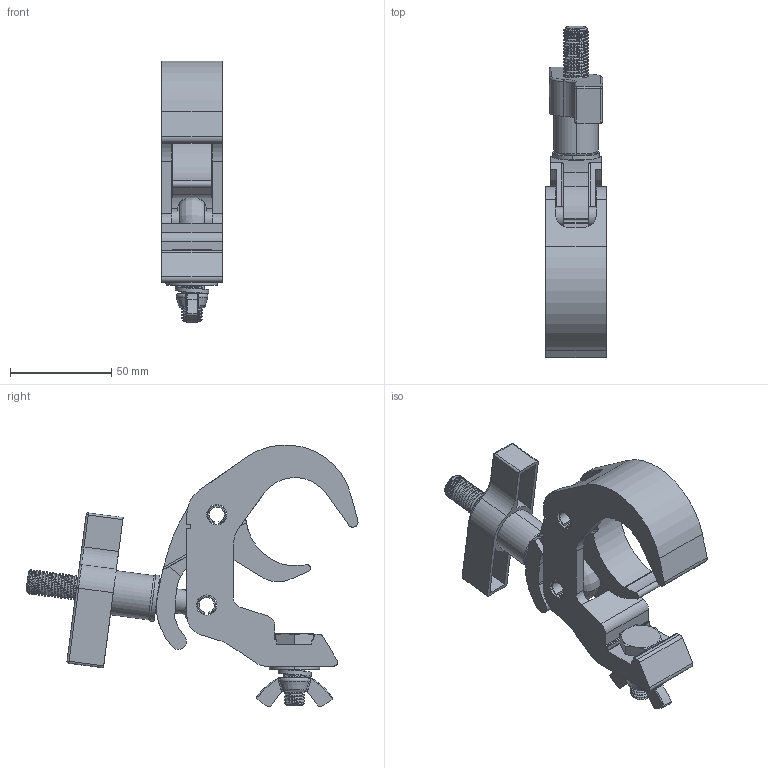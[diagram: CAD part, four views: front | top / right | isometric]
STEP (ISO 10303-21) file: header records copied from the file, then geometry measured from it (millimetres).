
FILE_DESCRIPTION(/* description */ (''),/* implementation_level */ '2;1');
FILE_NAME(/* name */ 'EVT50C-AHC.step',/* time_stamp */ '2024-01-24T13:57:19-08:00',/* author */ (''),/* organization */ (''),/* preprocessor_version */ 'ST-DEVELOPER v20',/* originating_system */ 'Autodesk Translation Framework v12.14.0.127',/* authorisation */ '');
FILE_SCHEMA (('AUTOMOTIVE_DESIGN { 1 0 10303 214 3 1 1 }'));
Length unit declared in the file: millimetre
Products named in the file (13): EVT50C-AHC; 5073_S0.04; EVT50C-AHC_1; EVT50C-AHC (1); EVT50C-AHC (2); EVT50C-AHC (3); EVT50C-AHC (4); EVT50C-AHC (5); EVT50C-AHC (6); EVT50C-AHC (7); EVT50C-AHC (8); EVT50C-AHC (9); EVT50C-AHC (10)
Assembly tree (13 placements, depth 4):
  EVT50C-AHC
    5073_S0.04
      EVT50C-AHC_1
        EVT50C-AHC (1)
        EVT50C-AHC (2)
        EVT50C-AHC (3)
        EVT50C-AHC (4)  x2
        EVT50C-AHC (5)
        EVT50C-AHC (6)
        EVT50C-AHC (7)
        EVT50C-AHC (8)
        EVT50C-AHC (9)
        EVT50C-AHC (10)
Bounding box: 30 x 164.26 x 129.52 mm (x, y, z)
Volume: 137445.6 mm3; surface area: 61414.4 mm2
Topology: 11 solids, 11 shells, 523 faces, 1429 edges, 922 vertices
Faces by surface type: cylinder 294, plane 113, bspline 52, cone 40, torus 18, sphere 6
Entity records: 27627 total; most frequent: CARTESIAN_POINT 15432, ORIENTED_EDGE 2806, DIRECTION 2237, EDGE_CURVE 1403, VERTEX_POINT 908, AXIS2_PLACEMENT_3D 842, LINE 553, VECTOR 553
